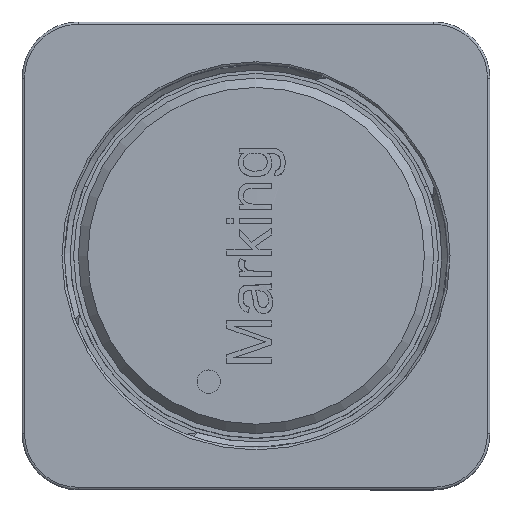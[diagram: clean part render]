
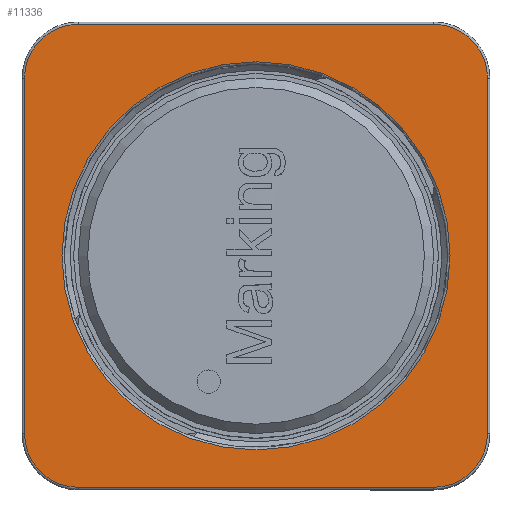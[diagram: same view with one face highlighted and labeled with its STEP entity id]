
A CAD part, top view. The second image highlights one B-rep face of the part: STEP entity #11336.
In plain terms, the highlighted planar face has unit normal (0, 0, 1).
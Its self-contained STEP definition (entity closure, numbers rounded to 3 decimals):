
#768=CIRCLE('',#12019,1.15);
#772=CIRCLE('',#12026,1.15);
#776=CIRCLE('',#12031,1.15);
#780=CIRCLE('',#12038,1.15);
#781=CIRCLE('',#12040,4.15);
#2607=ORIENTED_EDGE('',*,*,#4084,.F.);
#2608=ORIENTED_EDGE('',*,*,#4069,.T.);
#2609=ORIENTED_EDGE('',*,*,#4063,.T.);
#2610=ORIENTED_EDGE('',*,*,#4065,.T.);
#2611=ORIENTED_EDGE('',*,*,#4071,.T.);
#2612=ORIENTED_EDGE('',*,*,#4077,.T.);
#2613=ORIENTED_EDGE('',*,*,#4083,.T.);
#2614=ORIENTED_EDGE('',*,*,#4081,.T.);
#2615=ORIENTED_EDGE('',*,*,#4075,.T.);
#4063=EDGE_CURVE('',#4948,#4951,#768,.T.);
#4065=EDGE_CURVE('',#4951,#4953,#5644,.T.);
#4069=EDGE_CURVE('',#4954,#4948,#5647,.T.);
#4071=EDGE_CURVE('',#4953,#4957,#772,.T.);
#4075=EDGE_CURVE('',#4958,#4954,#776,.T.);
#4077=EDGE_CURVE('',#4957,#4961,#5648,.T.);
#4081=EDGE_CURVE('',#4962,#4958,#5651,.T.);
#4083=EDGE_CURVE('',#4961,#4962,#780,.T.);
#4084=EDGE_CURVE('',#4964,#4964,#781,.T.);
#4948=VERTEX_POINT('',#16566);
#4951=VERTEX_POINT('',#16571);
#4953=VERTEX_POINT('',#16576);
#4954=VERTEX_POINT('',#16581);
#4957=VERTEX_POINT('',#16588);
#4958=VERTEX_POINT('',#16593);
#4961=VERTEX_POINT('',#16600);
#4962=VERTEX_POINT('',#16605);
#4964=VERTEX_POINT('',#16614);
#5644=LINE('',#16577,#6271);
#5647=LINE('',#16584,#6274);
#5648=LINE('',#16601,#6275);
#5651=LINE('',#16608,#6278);
#6271=VECTOR('',#13856,1000.);
#6274=VECTOR('',#13863,1000.);
#6275=VECTOR('',#13884,1000.);
#6278=VECTOR('',#13891,1000.);
#6772=EDGE_LOOP('',(#2607));
#6773=EDGE_LOOP('',(#2608,#2609,#2610,#2611,#2612,#2613,#2614,#2615));
#7284=FACE_BOUND('',#6772,.T.);
#7285=FACE_BOUND('',#6773,.T.);
#7563=PLANE('',#12130);
#11336=ADVANCED_FACE('',(#7284,#7285),#7563,.T.);
#12019=AXIS2_PLACEMENT_3D('',#16572,#13850,#13851);
#12026=AXIS2_PLACEMENT_3D('',#16589,#13868,#13869);
#12031=AXIS2_PLACEMENT_3D('',#16596,#13878,#13879);
#12038=AXIS2_PLACEMENT_3D('',#16611,#13896,#13897);
#12040=AXIS2_PLACEMENT_3D('',#16613,#13900,#13901);
#12130=AXIS2_PLACEMENT_3D('',#16810,#14127,#14128);
#13850=DIRECTION('',(0.,0.,1.));
#13851=DIRECTION('',(0.,-1.,0.));
#13856=DIRECTION('',(0.,-1.,0.));
#13863=DIRECTION('',(-1.,0.,0.));
#13868=DIRECTION('',(0.,0.,1.));
#13869=DIRECTION('',(0.,-1.,0.));
#13878=DIRECTION('',(0.,0.,1.));
#13879=DIRECTION('',(0.,-1.,0.));
#13884=DIRECTION('',(1.,0.,0.));
#13891=DIRECTION('',(0.,1.,0.));
#13896=DIRECTION('',(0.,0.,1.));
#13897=DIRECTION('',(0.,-1.,0.));
#13900=DIRECTION('',(0.,0.,1.));
#13901=DIRECTION('',(0.,-1.,0.));
#14127=DIRECTION('',(0.,0.,1.));
#14128=DIRECTION('',(0.,-1.,0.));
#16566=CARTESIAN_POINT('',(-3.8,4.95,4.95));
#16571=CARTESIAN_POINT('',(-4.95,3.8,4.95));
#16572=CARTESIAN_POINT('',(-3.8,3.8,4.95));
#16576=CARTESIAN_POINT('',(-4.95,-3.8,4.95));
#16577=CARTESIAN_POINT('',(-4.95,-3.8,4.95));
#16581=CARTESIAN_POINT('',(3.8,4.95,4.95));
#16584=CARTESIAN_POINT('',(-3.8,4.95,4.95));
#16588=CARTESIAN_POINT('',(-3.8,-4.95,4.95));
#16589=CARTESIAN_POINT('',(-3.8,-3.8,4.95));
#16593=CARTESIAN_POINT('',(4.95,3.8,4.95));
#16596=CARTESIAN_POINT('',(3.8,3.8,4.95));
#16600=CARTESIAN_POINT('',(3.8,-4.95,4.95));
#16601=CARTESIAN_POINT('',(3.8,-4.95,4.95));
#16605=CARTESIAN_POINT('',(4.95,-3.8,4.95));
#16608=CARTESIAN_POINT('',(4.95,3.8,4.95));
#16611=CARTESIAN_POINT('',(3.8,-3.8,4.95));
#16613=CARTESIAN_POINT('',(0.,0.,4.95));
#16614=CARTESIAN_POINT('',(0.,-4.15,4.95));
#16810=CARTESIAN_POINT('',(-5.,5.,4.95));
